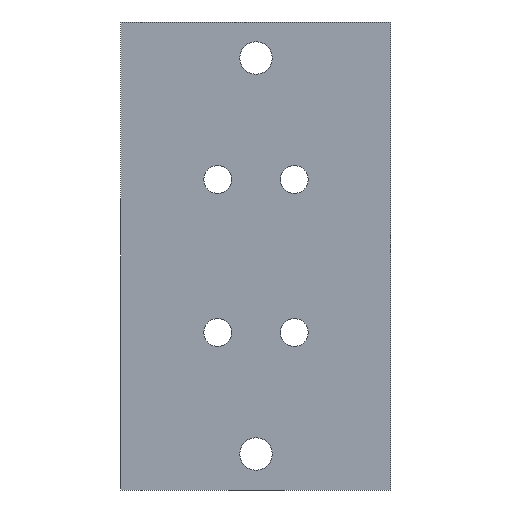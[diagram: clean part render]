
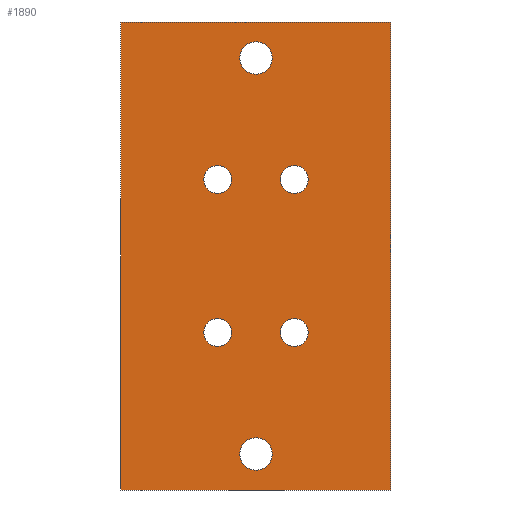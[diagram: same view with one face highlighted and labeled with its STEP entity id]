
A CAD part, front view. The second image highlights one B-rep face of the part: STEP entity #1890.
In plain terms, the highlighted planar face has unit normal (0, -1, 0).
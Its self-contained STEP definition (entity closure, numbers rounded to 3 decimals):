
#27 = CARTESIAN_POINT ( 'NONE',  ( 0., 0., 0. ) ) ;
#28 = AXIS2_PLACEMENT_3D ( 'NONE', #79, #695, #1455 ) ;
#32 = VECTOR ( 'NONE', #850, 1000. ) ;
#36 = VERTEX_POINT ( 'NONE', #1256 ) ;
#40 = DIRECTION ( 'NONE',  ( 0., 0., -1. ) ) ;
#51 = ORIENTED_EDGE ( 'NONE', *, *, #1004, .F. ) ;
#52 = LINE ( 'NONE', #511, #1631 ) ;
#56 = CARTESIAN_POINT ( 'NONE',  ( -15., 0., 26. ) ) ;
#69 = AXIS2_PLACEMENT_3D ( 'NONE', #880, #1364, #1650 ) ;
#71 = CARTESIAN_POINT ( 'NONE',  ( 4.25, 0., 6.95 ) ) ;
#77 = CARTESIAN_POINT ( 'NONE',  ( -15., 0., 26. ) ) ;
#79 = CARTESIAN_POINT ( 'NONE',  ( -4.25, 0., 8.5 ) ) ;
#90 = ORIENTED_EDGE ( 'NONE', *, *, #1240, .F. ) ;
#113 = CARTESIAN_POINT ( 'NONE',  ( 0., 0., 22. ) ) ;
#121 = ORIENTED_EDGE ( 'NONE', *, *, #573, .T. ) ;
#123 = EDGE_CURVE ( 'NONE', #1419, #36, #1782, .T. ) ;
#144 = DIRECTION ( 'NONE',  ( 0., -1., 0. ) ) ;
#158 = EDGE_CURVE ( 'NONE', #698, #1073, #957, .T. ) ;
#174 = CARTESIAN_POINT ( 'NONE',  ( 4.25, 0., -8.5 ) ) ;
#183 = EDGE_CURVE ( 'NONE', #1137, #1231, #1022, .T. ) ;
#231 = CARTESIAN_POINT ( 'NONE',  ( -4.25, 0., -8.5 ) ) ;
#250 = ORIENTED_EDGE ( 'NONE', *, *, #1828, .F. ) ;
#257 = DIRECTION ( 'NONE',  ( 0., 0., -1. ) ) ;
#261 = VERTEX_POINT ( 'NONE', #1199 ) ;
#274 = CIRCLE ( 'NONE', #1825, 1.55 ) ;
#282 = CARTESIAN_POINT ( 'NONE',  ( -4.25, 0., -8.5 ) ) ;
#290 = DIRECTION ( 'NONE',  ( 0., 0., -1. ) ) ;
#306 = VERTEX_POINT ( 'NONE', #1190 ) ;
#328 = VERTEX_POINT ( 'NONE', #1483 ) ;
#335 = AXIS2_PLACEMENT_3D ( 'NONE', #282, #914, #1487 ) ;
#340 = DIRECTION ( 'NONE',  ( 0., 0., -1. ) ) ;
#347 = ORIENTED_EDGE ( 'NONE', *, *, #183, .F. ) ;
#356 = VERTEX_POINT ( 'NONE', #1946 ) ;
#372 = ORIENTED_EDGE ( 'NONE', *, *, #1819, .F. ) ;
#374 = CARTESIAN_POINT ( 'NONE',  ( -4.25, 0., 6.95 ) ) ;
#379 = DIRECTION ( 'NONE',  ( 0., -1., 0. ) ) ;
#408 = LINE ( 'NONE', #77, #32 ) ;
#438 = AXIS2_PLACEMENT_3D ( 'NONE', #1063, #886, #1649 ) ;
#444 = EDGE_LOOP ( 'NONE', ( #1476, #51, #347, #1808 ) ) ;
#464 = AXIS2_PLACEMENT_3D ( 'NONE', #231, #1261, #1140 ) ;
#468 = CIRCLE ( 'NONE', #438, 1.8 ) ;
#470 = EDGE_LOOP ( 'NONE', ( #1097, #372 ) ) ;
#501 = DIRECTION ( 'NONE',  ( 0., 0., 1. ) ) ;
#511 = CARTESIAN_POINT ( 'NONE',  ( -15., 0., -26. ) ) ;
#514 = ORIENTED_EDGE ( 'NONE', *, *, #597, .F. ) ;
#566 = ORIENTED_EDGE ( 'NONE', *, *, #1914, .F. ) ;
#571 = DIRECTION ( 'NONE',  ( 0., 0., 1. ) ) ;
#573 = EDGE_CURVE ( 'NONE', #328, #1608, #1883, .T. ) ;
#597 = EDGE_CURVE ( 'NONE', #1757, #1065, #1215, .T. ) ;
#638 = FACE_BOUND ( 'NONE', #470, .T. ) ;
#665 = DIRECTION ( 'NONE',  ( 0., -1., 0. ) ) ;
#668 = DIRECTION ( 'NONE',  ( 0., -1., 0. ) ) ;
#675 = DIRECTION ( 'NONE',  ( 0., 0., -1. ) ) ;
#686 = CARTESIAN_POINT ( 'NONE',  ( 0., 0., -22. ) ) ;
#695 = DIRECTION ( 'NONE',  ( 0., -1., 0. ) ) ;
#698 = VERTEX_POINT ( 'NONE', #1943 ) ;
#700 = EDGE_LOOP ( 'NONE', ( #121, #1067 ) ) ;
#705 = CARTESIAN_POINT ( 'NONE',  ( -15., 0., 26. ) ) ;
#711 = DIRECTION ( 'NONE',  ( 0., 1., 0. ) ) ;
#712 = AXIS2_PLACEMENT_3D ( 'NONE', #113, #724, #501 ) ;
#716 = DIRECTION ( 'NONE',  ( 0., 1., 0. ) ) ;
#724 = DIRECTION ( 'NONE',  ( 0., 1., 0. ) ) ;
#742 = ORIENTED_EDGE ( 'NONE', *, *, #1795, .T. ) ;
#756 = EDGE_LOOP ( 'NONE', ( #742, #1725 ) ) ;
#761 = EDGE_CURVE ( 'NONE', #1065, #1757, #1629, .T. ) ;
#778 = AXIS2_PLACEMENT_3D ( 'NONE', #27, #668, #340 ) ;
#790 = CARTESIAN_POINT ( 'NONE',  ( 4.25, 0., -8.5 ) ) ;
#792 = EDGE_CURVE ( 'NONE', #1608, #328, #1469, .T. ) ;
#796 = VECTOR ( 'NONE', #571, 1000. ) ;
#850 = DIRECTION ( 'NONE',  ( 1., 0., 0. ) ) ;
#880 = CARTESIAN_POINT ( 'NONE',  ( -4.25, 0., 8.5 ) ) ;
#885 = ORIENTED_EDGE ( 'NONE', *, *, #123, .F. ) ;
#886 = DIRECTION ( 'NONE',  ( 0., 1., 0. ) ) ;
#914 = DIRECTION ( 'NONE',  ( 0., -1., 0. ) ) ;
#951 = EDGE_CURVE ( 'NONE', #1559, #261, #1188, .T. ) ;
#952 = FACE_OUTER_BOUND ( 'NONE', #444, .T. ) ;
#955 = CARTESIAN_POINT ( 'NONE',  ( 4.25, 0., -10.05 ) ) ;
#957 = CIRCLE ( 'NONE', #1944, 1.8 ) ;
#959 = CARTESIAN_POINT ( 'NONE',  ( 15., 0., -26. ) ) ;
#976 = DIRECTION ( 'NONE',  ( 0., -1., 0. ) ) ;
#1004 = EDGE_CURVE ( 'NONE', #1231, #356, #408, .T. ) ;
#1011 = CARTESIAN_POINT ( 'NONE',  ( 4.25, 0., 8.5 ) ) ;
#1022 = LINE ( 'NONE', #705, #796 ) ;
#1032 = CIRCLE ( 'NONE', #1920, 1.55 ) ;
#1038 = EDGE_CURVE ( 'NONE', #1292, #1137, #52, .T. ) ;
#1057 = VECTOR ( 'NONE', #1395, 1000. ) ;
#1063 = CARTESIAN_POINT ( 'NONE',  ( 0., 0., -22. ) ) ;
#1065 = VERTEX_POINT ( 'NONE', #374 ) ;
#1067 = ORIENTED_EDGE ( 'NONE', *, *, #792, .T. ) ;
#1073 = VERTEX_POINT ( 'NONE', #1748 ) ;
#1089 = FACE_BOUND ( 'NONE', #700, .T. ) ;
#1097 = ORIENTED_EDGE ( 'NONE', *, *, #951, .F. ) ;
#1137 = VERTEX_POINT ( 'NONE', #1230 ) ;
#1140 = DIRECTION ( 'NONE',  ( 0., 0., -1. ) ) ;
#1188 = CIRCLE ( 'NONE', #464, 1.55 ) ;
#1190 = CARTESIAN_POINT ( 'NONE',  ( 4.25, 0., -6.95 ) ) ;
#1199 = CARTESIAN_POINT ( 'NONE',  ( -4.25, 0., -6.95 ) ) ;
#1215 = CIRCLE ( 'NONE', #28, 1.55 ) ;
#1230 = CARTESIAN_POINT ( 'NONE',  ( -15., 0., -26. ) ) ;
#1231 = VERTEX_POINT ( 'NONE', #56 ) ;
#1240 = EDGE_CURVE ( 'NONE', #1575, #306, #1032, .T. ) ;
#1244 = EDGE_CURVE ( 'NONE', #356, #1292, #1418, .T. ) ;
#1250 = CIRCLE ( 'NONE', #1474, 1.55 ) ;
#1251 = FACE_BOUND ( 'NONE', #1299, .T. ) ;
#1256 = CARTESIAN_POINT ( 'NONE',  ( 4.25, 0., 10.05 ) ) ;
#1259 = FACE_BOUND ( 'NONE', #1591, .T. ) ;
#1261 = DIRECTION ( 'NONE',  ( 0., -1., 0. ) ) ;
#1292 = VERTEX_POINT ( 'NONE', #959 ) ;
#1299 = EDGE_LOOP ( 'NONE', ( #885, #250 ) ) ;
#1340 = AXIS2_PLACEMENT_3D ( 'NONE', #1011, #379, #257 ) ;
#1364 = DIRECTION ( 'NONE',  ( 0., -1., 0. ) ) ;
#1395 = DIRECTION ( 'NONE',  ( 0., 0., -1. ) ) ;
#1418 = LINE ( 'NONE', #1887, #1057 ) ;
#1419 = VERTEX_POINT ( 'NONE', #71 ) ;
#1420 = PLANE ( 'NONE',  #778 ) ;
#1455 = DIRECTION ( 'NONE',  ( 0., 0., -1. ) ) ;
#1469 = CIRCLE ( 'NONE', #712, 1.8 ) ;
#1474 = AXIS2_PLACEMENT_3D ( 'NONE', #174, #976, #40 ) ;
#1476 = ORIENTED_EDGE ( 'NONE', *, *, #1244, .F. ) ;
#1483 = CARTESIAN_POINT ( 'NONE',  ( 0., 0., 23.8 ) ) ;
#1487 = DIRECTION ( 'NONE',  ( 0., 0., -1. ) ) ;
#1508 = CARTESIAN_POINT ( 'NONE',  ( 4.25, 0., 8.5 ) ) ;
#1525 = CARTESIAN_POINT ( 'NONE',  ( -4.25, 0., 10.05 ) ) ;
#1535 = FACE_BOUND ( 'NONE', #1969, .T. ) ;
#1559 = VERTEX_POINT ( 'NONE', #1861 ) ;
#1564 = CIRCLE ( 'NONE', #335, 1.55 ) ;
#1575 = VERTEX_POINT ( 'NONE', #955 ) ;
#1583 = DIRECTION ( 'NONE',  ( 0., 0., 1. ) ) ;
#1591 = EDGE_LOOP ( 'NONE', ( #1648, #514 ) ) ;
#1608 = VERTEX_POINT ( 'NONE', #1749 ) ;
#1629 = CIRCLE ( 'NONE', #69, 1.55 ) ;
#1631 = VECTOR ( 'NONE', #1900, 1000. ) ;
#1648 = ORIENTED_EDGE ( 'NONE', *, *, #761, .F. ) ;
#1649 = DIRECTION ( 'NONE',  ( 0., 0., 1. ) ) ;
#1650 = DIRECTION ( 'NONE',  ( 0., 0., -1. ) ) ;
#1725 = ORIENTED_EDGE ( 'NONE', *, *, #158, .T. ) ;
#1727 = FACE_BOUND ( 'NONE', #756, .T. ) ;
#1748 = CARTESIAN_POINT ( 'NONE',  ( 0., 0., -20.2 ) ) ;
#1749 = CARTESIAN_POINT ( 'NONE',  ( 0., 0., 20.2 ) ) ;
#1750 = CARTESIAN_POINT ( 'NONE',  ( 0., 0., 22. ) ) ;
#1757 = VERTEX_POINT ( 'NONE', #1525 ) ;
#1782 = CIRCLE ( 'NONE', #1340, 1.55 ) ;
#1795 = EDGE_CURVE ( 'NONE', #1073, #698, #468, .T. ) ;
#1808 = ORIENTED_EDGE ( 'NONE', *, *, #1038, .F. ) ;
#1819 = EDGE_CURVE ( 'NONE', #261, #1559, #1564, .T. ) ;
#1825 = AXIS2_PLACEMENT_3D ( 'NONE', #1508, #144, #290 ) ;
#1828 = EDGE_CURVE ( 'NONE', #36, #1419, #274, .T. ) ;
#1861 = CARTESIAN_POINT ( 'NONE',  ( -4.25, 0., -10.05 ) ) ;
#1883 = CIRCLE ( 'NONE', #1947, 1.8 ) ;
#1887 = CARTESIAN_POINT ( 'NONE',  ( 15., 0., 26. ) ) ;
#1890 = ADVANCED_FACE ( 'NONE', ( #1727, #1089, #1251, #1535, #638, #1259, #952 ), #1420, .T. ) ;
#1895 = DIRECTION ( 'NONE',  ( 0., 0., 1. ) ) ;
#1900 = DIRECTION ( 'NONE',  ( -1., 0., 0. ) ) ;
#1914 = EDGE_CURVE ( 'NONE', #306, #1575, #1250, .T. ) ;
#1920 = AXIS2_PLACEMENT_3D ( 'NONE', #790, #665, #675 ) ;
#1943 = CARTESIAN_POINT ( 'NONE',  ( 0., 0., -23.8 ) ) ;
#1944 = AXIS2_PLACEMENT_3D ( 'NONE', #686, #716, #1583 ) ;
#1946 = CARTESIAN_POINT ( 'NONE',  ( 15., 0., 26. ) ) ;
#1947 = AXIS2_PLACEMENT_3D ( 'NONE', #1750, #711, #1895 ) ;
#1969 = EDGE_LOOP ( 'NONE', ( #90, #566 ) ) ;
